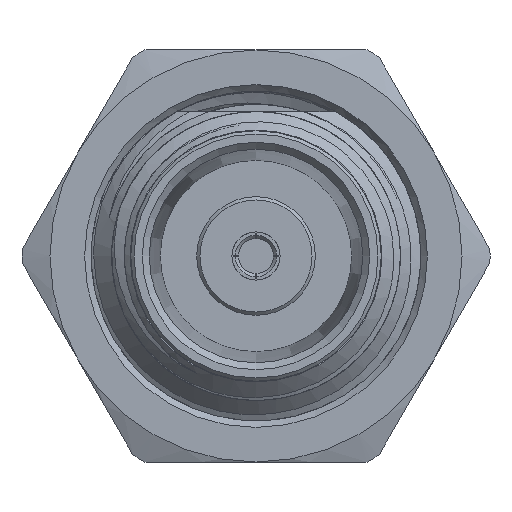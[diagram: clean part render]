
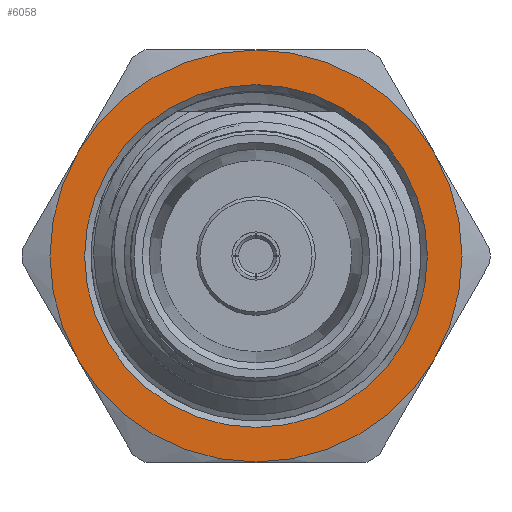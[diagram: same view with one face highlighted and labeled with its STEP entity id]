
A CAD part, left-side view. The second image highlights one B-rep face of the part: STEP entity #6058.
In plain terms, the highlighted planar face has unit normal (-1, 0, 0).
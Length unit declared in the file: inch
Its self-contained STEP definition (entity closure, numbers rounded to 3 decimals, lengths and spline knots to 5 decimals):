
#244 = DIRECTION ( 'NONE',  ( -1., 0., 0. ) ) ;
#257 = FACE_BOUND ( 'NONE', #13995, .T. ) ;
#619 = DIRECTION ( 'NONE',  ( 0., 0.5, -0.866 ) ) ;
#622 = CIRCLE ( 'NONE', #16673, 0.3125 ) ;
#1230 = ORIENTED_EDGE ( 'NONE', *, *, #4612, .T. ) ;
#1812 = DIRECTION ( 'NONE',  ( -1., 0., 0. ) ) ;
#2102 = CARTESIAN_POINT ( 'NONE',  ( 0.51913, 0., 0. ) ) ;
#2170 = VERTEX_POINT ( 'NONE', #14126 ) ;
#2335 = DIRECTION ( 'NONE',  ( 0., 0.5, -0.866 ) ) ;
#2351 = CARTESIAN_POINT ( 'NONE',  ( 0.51913, 0.27063, 0.15625 ) ) ;
#2633 = VERTEX_POINT ( 'NONE', #13715 ) ;
#3989 = AXIS2_PLACEMENT_3D ( 'NONE', #6722, #1812, #8930 ) ;
#4137 = EDGE_CURVE ( 'NONE', #17707, #17707, #10445, .T. ) ;
#4474 = AXIS2_PLACEMENT_3D ( 'NONE', #7261, #10889, #14522 ) ;
#4612 = EDGE_CURVE ( 'NONE', #6923, #17179, #11603, .T. ) ;
#4857 = AXIS2_PLACEMENT_3D ( 'NONE', #11359, #16401, #619 ) ;
#5283 = VERTEX_POINT ( 'NONE', #2351 ) ;
#5290 = EDGE_CURVE ( 'NONE', #2633, #2170, #15344, .T. ) ;
#5931 = EDGE_LOOP ( 'NONE', ( #18325, #18082, #18759, #1230, #17575, #20038 ) ) ;
#6058 = ADVANCED_FACE ( 'NONE', ( #257, #12644 ), #7385, .T. ) ;
#6443 = EDGE_CURVE ( 'NONE', #17179, #5283, #16458, .T. ) ;
#6590 = CARTESIAN_POINT ( 'NONE',  ( 0.51913, 0.13, -0.22517 ) ) ;
#6722 = CARTESIAN_POINT ( 'NONE',  ( 0.51913, 0., 0. ) ) ;
#6731 = AXIS2_PLACEMENT_3D ( 'NONE', #21028, #8373, #8267 ) ;
#6923 = VERTEX_POINT ( 'NONE', #22282 ) ;
#7261 = CARTESIAN_POINT ( 'NONE',  ( 0.51913, 0., 0. ) ) ;
#7376 = VERTEX_POINT ( 'NONE', #9141 ) ;
#7385 = PLANE ( 'NONE',  #4474 ) ;
#8267 = DIRECTION ( 'NONE',  ( 0., 0.5, -0.866 ) ) ;
#8373 = DIRECTION ( 'NONE',  ( 1., 0., 0. ) ) ;
#8637 = CARTESIAN_POINT ( 'NONE',  ( 0.51913, 0., 0.3125 ) ) ;
#8930 = DIRECTION ( 'NONE',  ( 0., 0.5, -0.866 ) ) ;
#9141 = CARTESIAN_POINT ( 'NONE',  ( 0.51913, 0.27063, -0.15625 ) ) ;
#9342 = AXIS2_PLACEMENT_3D ( 'NONE', #15340, #10282, #13688 ) ;
#9772 = DIRECTION ( 'NONE',  ( -1., 0., 0. ) ) ;
#10282 = DIRECTION ( 'NONE',  ( -1., 0., 0. ) ) ;
#10445 = CIRCLE ( 'NONE', #6731, 0.26 ) ;
#10450 = ORIENTED_EDGE ( 'NONE', *, *, #4137, .T. ) ;
#10889 = DIRECTION ( 'NONE',  ( -1., 0., 0. ) ) ;
#11359 = CARTESIAN_POINT ( 'NONE',  ( 0.51913, 0., 0. ) ) ;
#11402 = CARTESIAN_POINT ( 'NONE',  ( 0.51913, 0., 0. ) ) ;
#11603 = CIRCLE ( 'NONE', #13074, 0.3125 ) ;
#12507 = EDGE_CURVE ( 'NONE', #2170, #6923, #622, .T. ) ;
#12644 = FACE_OUTER_BOUND ( 'NONE', #5931, .T. ) ;
#13074 = AXIS2_PLACEMENT_3D ( 'NONE', #11402, #9772, #18553 ) ;
#13688 = DIRECTION ( 'NONE',  ( 0., 0.5, -0.866 ) ) ;
#13715 = CARTESIAN_POINT ( 'NONE',  ( 0.51913, 0., -0.3125 ) ) ;
#13995 = EDGE_LOOP ( 'NONE', ( #10450 ) ) ;
#14126 = CARTESIAN_POINT ( 'NONE',  ( 0.51913, -0.27063, -0.15625 ) ) ;
#14136 = DIRECTION ( 'NONE',  ( -1., 0., 0. ) ) ;
#14476 = CIRCLE ( 'NONE', #3989, 0.3125 ) ;
#14522 = DIRECTION ( 'NONE',  ( 0., 0., 1. ) ) ;
#15340 = CARTESIAN_POINT ( 'NONE',  ( 0.51913, 0., 0. ) ) ;
#15344 = CIRCLE ( 'NONE', #4857, 0.3125 ) ;
#15650 = CARTESIAN_POINT ( 'NONE',  ( 0.51913, 0., 0. ) ) ;
#16385 = AXIS2_PLACEMENT_3D ( 'NONE', #15650, #14136, #22799 ) ;
#16401 = DIRECTION ( 'NONE',  ( -1., 0., 0. ) ) ;
#16458 = CIRCLE ( 'NONE', #9342, 0.3125 ) ;
#16673 = AXIS2_PLACEMENT_3D ( 'NONE', #2102, #244, #2335 ) ;
#17179 = VERTEX_POINT ( 'NONE', #8637 ) ;
#17575 = ORIENTED_EDGE ( 'NONE', *, *, #6443, .T. ) ;
#17707 = VERTEX_POINT ( 'NONE', #6590 ) ;
#18072 = EDGE_CURVE ( 'NONE', #5283, #7376, #14476, .T. ) ;
#18082 = ORIENTED_EDGE ( 'NONE', *, *, #5290, .T. ) ;
#18325 = ORIENTED_EDGE ( 'NONE', *, *, #22285, .T. ) ;
#18553 = DIRECTION ( 'NONE',  ( 0., 0.5, -0.866 ) ) ;
#18759 = ORIENTED_EDGE ( 'NONE', *, *, #12507, .T. ) ;
#20038 = ORIENTED_EDGE ( 'NONE', *, *, #18072, .T. ) ;
#20521 = CIRCLE ( 'NONE', #16385, 0.3125 ) ;
#21028 = CARTESIAN_POINT ( 'NONE',  ( 0.51913, 0., 0. ) ) ;
#22282 = CARTESIAN_POINT ( 'NONE',  ( 0.51913, -0.27063, 0.15625 ) ) ;
#22285 = EDGE_CURVE ( 'NONE', #7376, #2633, #20521, .T. ) ;
#22799 = DIRECTION ( 'NONE',  ( 0., 0.5, -0.866 ) ) ;
